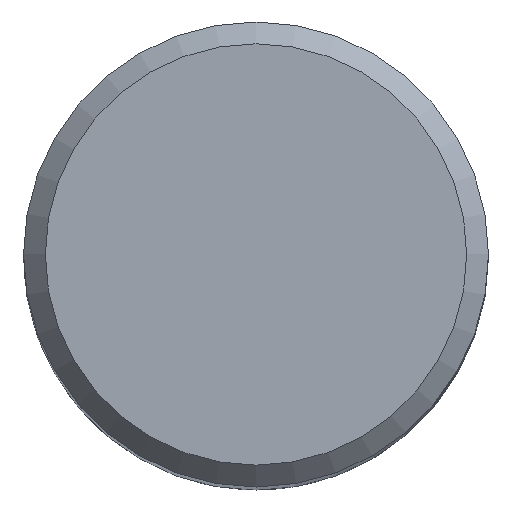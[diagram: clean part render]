
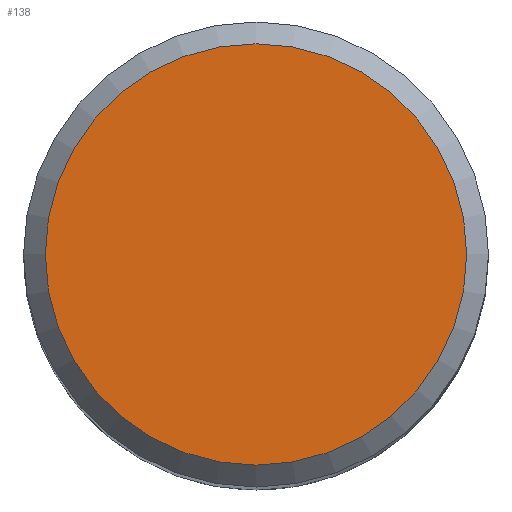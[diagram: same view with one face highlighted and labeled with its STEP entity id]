
A CAD part, top view. The second image highlights one B-rep face of the part: STEP entity #138.
In plain terms, the highlighted planar face has unit normal (0, 0, 1).
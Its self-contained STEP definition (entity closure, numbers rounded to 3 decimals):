
#93=PLANE('',#457);
#95=FACE_OUTER_BOUND('',#239,.T.);
#138=ADVANCED_FACE('',(#95),#93,.T.);
#239=EDGE_LOOP('',(#283));
#283=ORIENTED_EDGE('',*,*,#336,.T.);
#314=VERTEX_POINT('',#729);
#336=EDGE_CURVE('',#314,#314,#357,.T.);
#357=CIRCLE('',#456,14.5);
#456=AXIS2_PLACEMENT_3D('',#728,#536,#537);
#457=AXIS2_PLACEMENT_3D('',#730,#538,#539);
#536=DIRECTION('',(0.,0.,1.));
#537=DIRECTION('',(1.,0.,0.));
#538=DIRECTION('',(0.,0.,1.));
#539=DIRECTION('',(1.,0.,0.));
#728=CARTESIAN_POINT('',(0.,0.,0.));
#729=CARTESIAN_POINT('',(14.5,0.,0.));
#730=CARTESIAN_POINT('',(0.,0.,0.));
